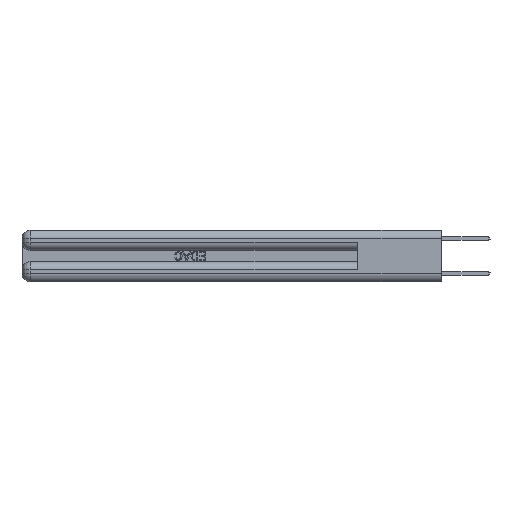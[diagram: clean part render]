
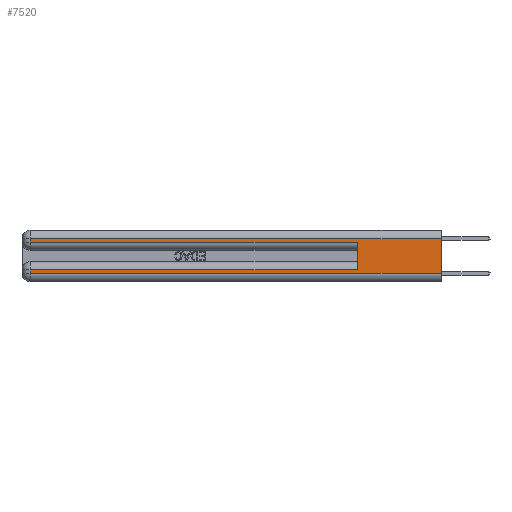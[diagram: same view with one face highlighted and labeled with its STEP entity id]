
A CAD part, left-side view. The second image highlights one B-rep face of the part: STEP entity #7520.
In plain terms, the highlighted planar face has unit normal (-1, 0, 0).
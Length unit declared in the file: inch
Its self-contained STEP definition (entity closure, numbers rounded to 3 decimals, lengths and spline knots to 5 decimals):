
#205 = VECTOR ( 'NONE', #24728, 39.37008 ) ;
#269 = EDGE_CURVE ( 'NONE', #26873, #19027, #30307, .T. ) ;
#429 = VERTEX_POINT ( 'NONE', #3839 ) ;
#578 = EDGE_CURVE ( 'NONE', #26873, #27056, #12171, .T. ) ;
#883 = CARTESIAN_POINT ( 'NONE',  ( 0., 0.6, 0.285 ) ) ;
#998 = LINE ( 'NONE', #3338, #3759 ) ;
#2046 = DIRECTION ( 'NONE',  ( 0., 0., 1. ) ) ;
#2206 = CARTESIAN_POINT ( 'NONE',  ( 0., 2.94, 0.37 ) ) ;
#2981 = CARTESIAN_POINT ( 'NONE',  ( 0., 0., 0.31 ) ) ;
#3338 = CARTESIAN_POINT ( 'NONE',  ( 0., 2.94, 0.37 ) ) ;
#3635 = CARTESIAN_POINT ( 'NONE',  ( 0., 2.94, 0.085 ) ) ;
#3759 = VECTOR ( 'NONE', #29270, 39.37008 ) ;
#3839 = CARTESIAN_POINT ( 'NONE',  ( 0., 2.94, 0.06 ) ) ;
#4229 = LINE ( 'NONE', #6890, #15215 ) ;
#4898 = ORIENTED_EDGE ( 'NONE', *, *, #578, .T. ) ;
#5263 = DIRECTION ( 'NONE',  ( 0., 0., -1. ) ) ;
#5734 = DIRECTION ( 'NONE',  ( 1., 0., 0. ) ) ;
#6890 = CARTESIAN_POINT ( 'NONE',  ( 0., 0., 0.285 ) ) ;
#7428 = LINE ( 'NONE', #25317, #9444 ) ;
#7520 = ADVANCED_FACE ( 'NONE', ( #26321 ), #13059, .F. ) ;
#7802 = ORIENTED_EDGE ( 'NONE', *, *, #269, .F. ) ;
#7809 = CARTESIAN_POINT ( 'NONE',  ( 0., 0., 0.31 ) ) ;
#7889 = EDGE_CURVE ( 'NONE', #429, #17251, #23898, .T. ) ;
#9404 = EDGE_LOOP ( 'NONE', ( #21449, #17217, #16303, #32158, #7802, #4898, #9881, #22333 ) ) ;
#9444 = VECTOR ( 'NONE', #5263, 39.37008 ) ;
#9579 = CARTESIAN_POINT ( 'NONE',  ( 0., 2.94, 0.285 ) ) ;
#9806 = LINE ( 'NONE', #2981, #31574 ) ;
#9881 = ORIENTED_EDGE ( 'NONE', *, *, #10524, .T. ) ;
#10375 = EDGE_CURVE ( 'NONE', #23668, #19027, #4229, .T. ) ;
#10515 = VECTOR ( 'NONE', #10690, 39.37008 ) ;
#10524 = EDGE_CURVE ( 'NONE', #27056, #429, #27644, .T. ) ;
#10690 = DIRECTION ( 'NONE',  ( 0., -1., 0. ) ) ;
#10867 = VERTEX_POINT ( 'NONE', #7809 ) ;
#11345 = VECTOR ( 'NONE', #2046, 39.37008 ) ;
#12013 = VECTOR ( 'NONE', #12368, 39.37008 ) ;
#12171 = LINE ( 'NONE', #19869, #205 ) ;
#12368 = DIRECTION ( 'NONE',  ( 0., 0., -1. ) ) ;
#13059 = PLANE ( 'NONE',  #28662 ) ;
#14552 = DIRECTION ( 'NONE',  ( 0., -1., 0. ) ) ;
#15215 = VECTOR ( 'NONE', #14552, 39.37008 ) ;
#16303 = ORIENTED_EDGE ( 'NONE', *, *, #17851, .T. ) ;
#17217 = ORIENTED_EDGE ( 'NONE', *, *, #18097, .T. ) ;
#17251 = VERTEX_POINT ( 'NONE', #20472 ) ;
#17851 = EDGE_CURVE ( 'NONE', #30186, #23668, #998, .T. ) ;
#18097 = EDGE_CURVE ( 'NONE', #10867, #30186, #9806, .T. ) ;
#19027 = VERTEX_POINT ( 'NONE', #883 ) ;
#19869 = CARTESIAN_POINT ( 'NONE',  ( 0., 0., 0.085 ) ) ;
#19903 = CARTESIAN_POINT ( 'NONE',  ( 0., 0.6, 0.145 ) ) ;
#20472 = CARTESIAN_POINT ( 'NONE',  ( 0., 0., 0.06 ) ) ;
#21449 = ORIENTED_EDGE ( 'NONE', *, *, #32036, .F. ) ;
#22333 = ORIENTED_EDGE ( 'NONE', *, *, #7889, .T. ) ;
#22880 = DIRECTION ( 'NONE',  ( 0., 1., 0. ) ) ;
#23286 = DIRECTION ( 'NONE',  ( 0., 0., -1. ) ) ;
#23668 = VERTEX_POINT ( 'NONE', #9579 ) ;
#23898 = LINE ( 'NONE', #31119, #10515 ) ;
#24728 = DIRECTION ( 'NONE',  ( 0., 1., 0. ) ) ;
#25317 = CARTESIAN_POINT ( 'NONE',  ( 0., 0., 0.37 ) ) ;
#26321 = FACE_OUTER_BOUND ( 'NONE', #9404, .T. ) ;
#26873 = VERTEX_POINT ( 'NONE', #32116 ) ;
#27056 = VERTEX_POINT ( 'NONE', #3635 ) ;
#27644 = LINE ( 'NONE', #2206, #12013 ) ;
#28539 = CARTESIAN_POINT ( 'NONE',  ( 0., 2.94, 0.31 ) ) ;
#28652 = CARTESIAN_POINT ( 'NONE',  ( 0., 0., 0.37 ) ) ;
#28662 = AXIS2_PLACEMENT_3D ( 'NONE', #28652, #5734, #23286 ) ;
#29270 = DIRECTION ( 'NONE',  ( 0., 0., -1. ) ) ;
#30186 = VERTEX_POINT ( 'NONE', #28539 ) ;
#30307 = LINE ( 'NONE', #19903, #11345 ) ;
#31119 = CARTESIAN_POINT ( 'NONE',  ( 0., 0., 0.06 ) ) ;
#31574 = VECTOR ( 'NONE', #22880, 39.37008 ) ;
#32036 = EDGE_CURVE ( 'NONE', #10867, #17251, #7428, .T. ) ;
#32116 = CARTESIAN_POINT ( 'NONE',  ( 0., 0.6, 0.085 ) ) ;
#32158 = ORIENTED_EDGE ( 'NONE', *, *, #10375, .T. ) ;
